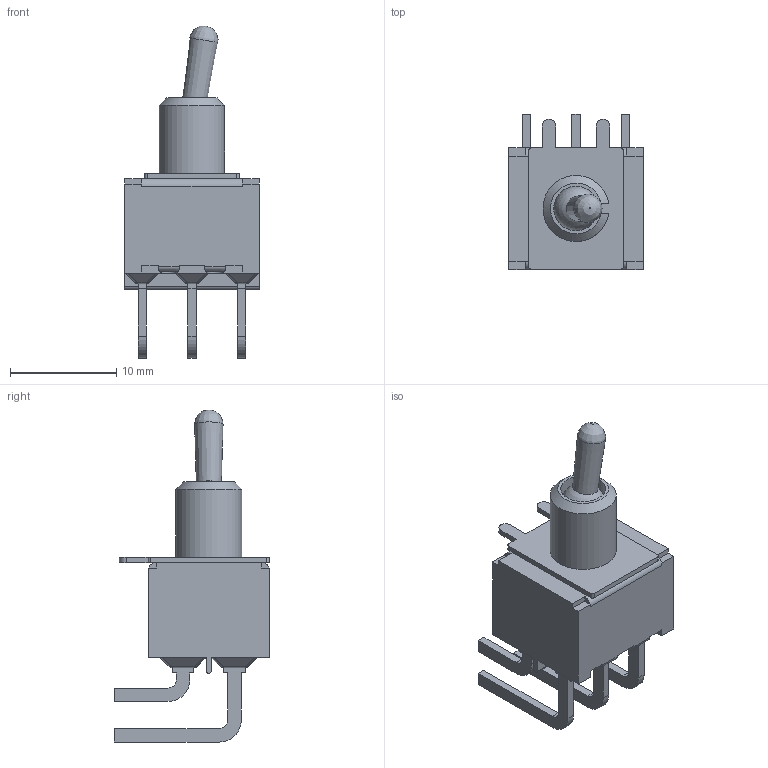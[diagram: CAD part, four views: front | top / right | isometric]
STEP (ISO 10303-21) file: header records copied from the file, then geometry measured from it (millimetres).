
FILE_DESCRIPTION((' '),'2;1');
FILE_NAME('100DPxT2B4M6xE.stp','2017-07-20T15:56:31',(' '),(' '),' ','ACIS',' ');
FILE_SCHEMA(('CONFIG_CONTROL_DESIGN'));
Length unit declared in the file: inch
Products named in the file (1): 100DPxT2B4M6xE.stp
Bounding box: 12.7 x 14.6 x 31.26 mm (x, y, z)
Volume: 998.4 mm3; surface area: 2130.4 mm2
Topology: 2 solids, 3 shells, 390 faces, 1007 edges, 638 vertices
Faces by surface type: plane 283, cylinder 79, sphere 25, cone 2, bspline 1
Full cylindrical faces by diameter (mm): 4.2 x1
Entity records: 11769 total; most frequent: CARTESIAN_POINT 2078, ORIENTED_EDGE 2000, DIRECTION 1962, EDGE_CURVE 1000, VECTOR 810, LINE 810, VERTEX_POINT 635, AXIS2_PLACEMENT_3D 576
